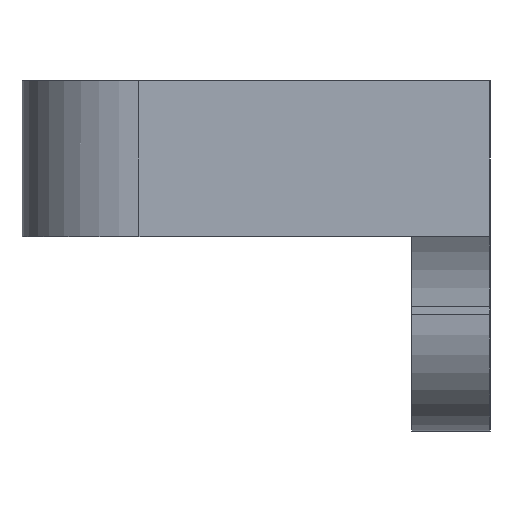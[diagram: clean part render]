
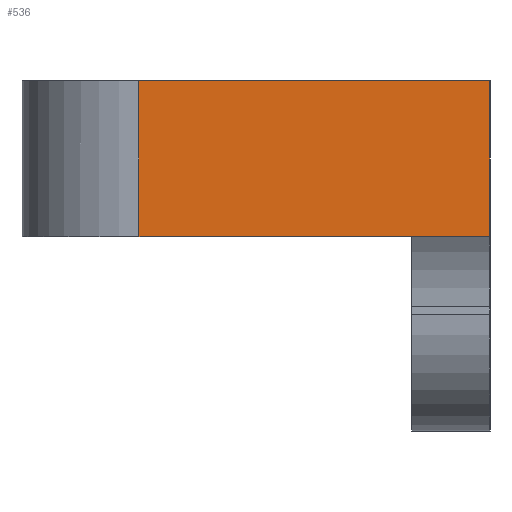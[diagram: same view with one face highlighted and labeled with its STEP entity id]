
A CAD part, left-side view. The second image highlights one B-rep face of the part: STEP entity #536.
In plain terms, the highlighted planar face has unit normal (-1, 0, 0).
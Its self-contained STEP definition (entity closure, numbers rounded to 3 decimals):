
#30=PLANE('',#606);
#52=FACE_OUTER_BOUND('',#85,.T.);
#85=EDGE_LOOP('',(#416,#417,#418,#419,#420));
#112=LINE('',#815,#160);
#114=LINE('',#820,#162);
#133=LINE('',#883,#181);
#134=LINE('',#886,#182);
#135=LINE('',#887,#183);
#160=VECTOR('',#655,10.);
#162=VECTOR('',#659,10.);
#181=VECTOR('',#718,10.);
#182=VECTOR('',#721,10.);
#183=VECTOR('',#722,10.);
#237=VERTEX_POINT('',#808);
#240=VERTEX_POINT('',#813);
#242=VERTEX_POINT('',#819);
#265=VERTEX_POINT('',#879);
#267=VERTEX_POINT('',#885);
#292=EDGE_CURVE('',#240,#237,#112,.T.);
#294=EDGE_CURVE('',#237,#242,#114,.T.);
#326=EDGE_CURVE('',#242,#265,#133,.T.);
#327=EDGE_CURVE('',#240,#267,#134,.T.);
#328=EDGE_CURVE('',#267,#265,#135,.T.);
#416=ORIENTED_EDGE('',*,*,#326,.F.);
#417=ORIENTED_EDGE('',*,*,#294,.F.);
#418=ORIENTED_EDGE('',*,*,#292,.F.);
#419=ORIENTED_EDGE('',*,*,#327,.T.);
#420=ORIENTED_EDGE('',*,*,#328,.T.);
#536=ADVANCED_FACE('',(#52),#30,.T.);
#606=AXIS2_PLACEMENT_3D('',#884,#719,#720);
#655=DIRECTION('',(0.,1.,0.));
#659=DIRECTION('',(0.,1.,0.));
#718=DIRECTION('',(0.,0.,1.));
#719=DIRECTION('center_axis',(-1.,0.,0.));
#720=DIRECTION('ref_axis',(0.,0.,1.));
#721=DIRECTION('',(0.,0.,1.));
#722=DIRECTION('',(0.,1.,0.));
#808=CARTESIAN_POINT('',(-45.,5.,-5.));
#813=CARTESIAN_POINT('',(-45.,0.,-5.));
#815=CARTESIAN_POINT('',(-45.,0.,-5.));
#819=CARTESIAN_POINT('',(-45.,22.5,-5.));
#820=CARTESIAN_POINT('',(-45.,0.,-5.));
#879=CARTESIAN_POINT('',(-45.,22.5,5.));
#883=CARTESIAN_POINT('',(-45.,22.5,-2.5));
#884=CARTESIAN_POINT('Origin',(-45.,0.,-5.));
#885=CARTESIAN_POINT('',(-45.,0.,5.));
#886=CARTESIAN_POINT('',(-45.,0.,-5.));
#887=CARTESIAN_POINT('',(-45.,0.,5.));
